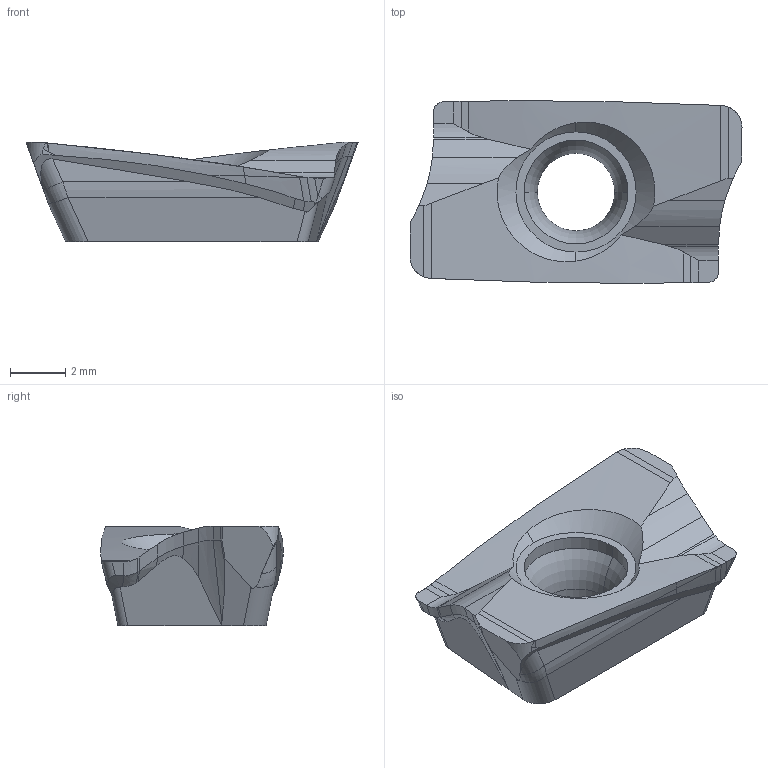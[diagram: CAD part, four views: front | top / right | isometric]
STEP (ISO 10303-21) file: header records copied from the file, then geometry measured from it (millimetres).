
FILE_DESCRIPTION(/* description */ (''),/* implementation_level */ '2;1');
FILE_NAME(/* name */ 'AOGT123608PEFR-GM.stp',/* time_stamp */ '2021-09-07T08:29:30+09:00',/* author */ (''),/* organization */ (''),/* preprocessor_version */ 'ST-DEVELOPER v16',/* originating_system */ 'SIEMENS PLM Software NX 10.0',/* authorisation */ '');
FILE_SCHEMA (('AUTOMOTIVE_DESIGN { 1 0 10303 214 3 1 1 1 }'));
Length unit declared in the file: millimetre
Products named in the file (1): AOGT123608PEFR-GM
Bounding box: 12 x 6.6 x 3.6 mm (x, y, z)
Volume: 153.7 mm3; surface area: 232.5 mm2
Topology: 1 solids, 1 shells, 128 faces, 372 edges, 288 vertices
Faces by surface type: bspline 48, cylinder 34, plane 28, extrusion 10, torus 6, cone 2
Entity records: 6502 total; most frequent: CARTESIAN_POINT 3627, ORIENTED_EDGE 664, EDGE_CURVE 332, DIRECTION 326, B_SPLINE_CURVE_WITH_KNOTS 244, VERTEX_POINT 206, EDGE_LOOP 130, ADVANCED_FACE 128
